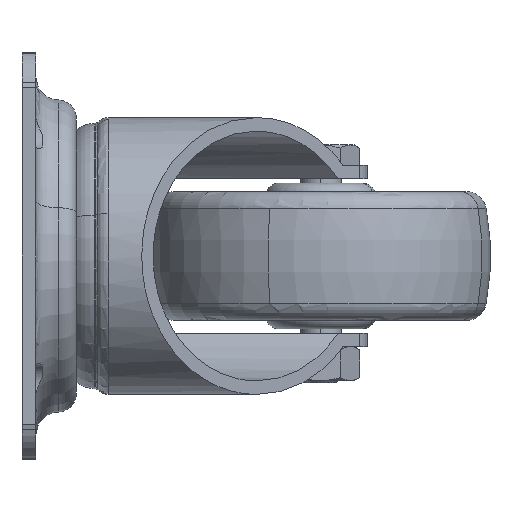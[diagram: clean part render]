
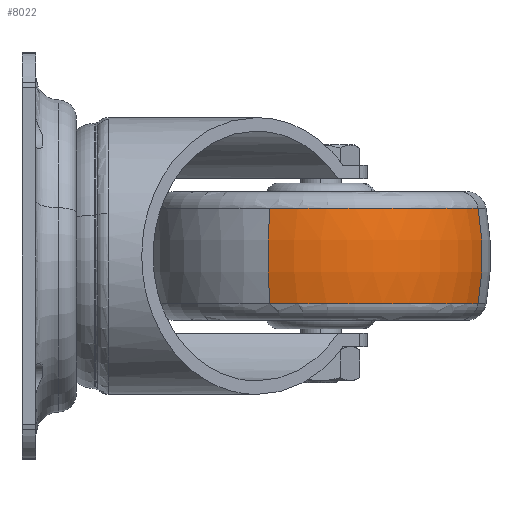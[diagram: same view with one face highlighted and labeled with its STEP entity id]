
A CAD part, left-side view. The second image highlights one B-rep face of the part: STEP entity #8022.
In plain terms, the highlighted toroidal (fillet/blend) face has major radius 15 mm and minor radius 40 mm.
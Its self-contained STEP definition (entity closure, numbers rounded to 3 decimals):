
#394 = ORIENTED_EDGE ( 'NONE', *, *, #3005, .T. ) ;
#750 = DIRECTION ( 'NONE',  ( 0., 0., -1. ) ) ;
#891 = CARTESIAN_POINT ( 'NONE',  ( 25., -44., 7.027 ) ) ;
#1576 = DIRECTION ( 'NONE',  ( 0., 0., -1. ) ) ;
#1680 = CIRCLE ( 'NONE', #3690, 40. ) ;
#1766 = DIRECTION ( 'NONE',  ( 0.951, -0.309, 0. ) ) ;
#2613 = ORIENTED_EDGE ( 'NONE', *, *, #9978, .F. ) ;
#2705 = EDGE_LOOP ( 'NONE', ( #5839, #3780, #2613, #394 ) ) ;
#2797 = VERTEX_POINT ( 'NONE', #4469 ) ;
#3005 = EDGE_CURVE ( 'NONE', #2797, #3684, #8860, .T. ) ;
#3324 = CIRCLE ( 'NONE', #9384, 24.378 ) ;
#3366 = EDGE_CURVE ( 'NONE', #3684, #8400, #6980, .T. ) ;
#3376 = DIRECTION ( 'NONE',  ( 0.951, -0.309, 0. ) ) ;
#3684 = VERTEX_POINT ( 'NONE', #9836 ) ;
#3690 = AXIS2_PLACEMENT_3D ( 'NONE', #6566, #8221, #1766 ) ;
#3780 = ORIENTED_EDGE ( 'NONE', *, *, #10239, .T. ) ;
#3955 = DIRECTION ( 'NONE',  ( -0.309, -0.951, 0. ) ) ;
#3976 = AXIS2_PLACEMENT_3D ( 'NONE', #7385, #1576, #3376 ) ;
#4469 = CARTESIAN_POINT ( 'NONE',  ( 17.467, -67.185, -7.027 ) ) ;
#4474 = AXIS2_PLACEMENT_3D ( 'NONE', #891, #5706, #8885 ) ;
#4791 = CARTESIAN_POINT ( 'NONE',  ( 29.635, -29.734, 0. ) ) ;
#5706 = DIRECTION ( 'NONE',  ( 0., 0., -1. ) ) ;
#5796 = TOROIDAL_SURFACE ( 'NONE', #3976, -15., 40. ) ;
#5839 = ORIENTED_EDGE ( 'NONE', *, *, #3366, .T. ) ;
#6058 = VERTEX_POINT ( 'NONE', #9220 ) ;
#6566 = CARTESIAN_POINT ( 'NONE',  ( 39.266, -48.635, 0. ) ) ;
#6726 = CARTESIAN_POINT ( 'NONE',  ( 1.815, -36.467, 7.027 ) ) ;
#6980 = CIRCLE ( 'NONE', #4474, 24.378 ) ;
#7190 = FACE_OUTER_BOUND ( 'NONE', #2705, .T. ) ;
#7385 = CARTESIAN_POINT ( 'NONE',  ( 25., -44., 0. ) ) ;
#7959 = CARTESIAN_POINT ( 'NONE',  ( 25., -44., -7.027 ) ) ;
#8022 = ADVANCED_FACE ( 'NONE', ( #7190 ), #5796, .T. ) ;
#8221 = DIRECTION ( 'NONE',  ( -0.309, -0.951, 0. ) ) ;
#8400 = VERTEX_POINT ( 'NONE', #6726 ) ;
#8638 = DIRECTION ( 'NONE',  ( -0.304, -0.936, -0.176 ) ) ;
#8860 = CIRCLE ( 'NONE', #9859, 40. ) ;
#8885 = DIRECTION ( 'NONE',  ( -0.309, -0.951, 0. ) ) ;
#9220 = CARTESIAN_POINT ( 'NONE',  ( 1.815, -36.467, -7.027 ) ) ;
#9384 = AXIS2_PLACEMENT_3D ( 'NONE', #7959, #750, #3955 ) ;
#9424 = DIRECTION ( 'NONE',  ( -0.951, 0.309, 0. ) ) ;
#9836 = CARTESIAN_POINT ( 'NONE',  ( 17.467, -67.185, 7.027 ) ) ;
#9859 = AXIS2_PLACEMENT_3D ( 'NONE', #4791, #9424, #8638 ) ;
#9978 = EDGE_CURVE ( 'NONE', #2797, #6058, #3324, .T. ) ;
#10239 = EDGE_CURVE ( 'NONE', #8400, #6058, #1680, .T. ) ;
